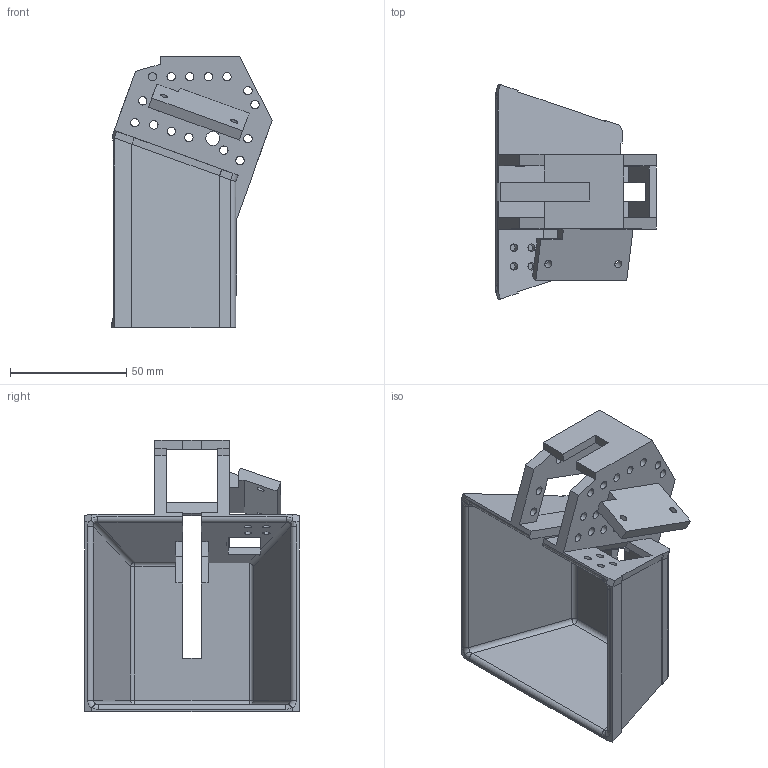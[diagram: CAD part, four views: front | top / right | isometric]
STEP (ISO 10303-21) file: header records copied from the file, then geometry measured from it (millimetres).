
FILE_DESCRIPTION(/* description */ (''),/* implementation_level */ '2;1');
FILE_NAME(/* name */ 'intakecup2 v4.step',/* time_stamp */ '2022-02-20T12:40:01-08:00',/* author */ (''),/* organization */ (''),/* preprocessor_version */ 'ST-DEVELOPER v18.1',/* originating_system */ 'Autodesk Translation Framework v10.13.0.1454',/* authorisation */ '');
FILE_SCHEMA (('AUTOMOTIVE_DESIGN { 1 0 10303 214 3 1 1 }'));
Length unit declared in the file: millimetre
Products named in the file (1): intakecup2
Bounding box: 68.9 x 92.15 x 116.72 mm (x, y, z)
Volume: 80571.8 mm3; surface area: 52113 mm2
Topology: 1 solids, 1 shells, 178 faces, 508 edges, 325 vertices
Faces by surface type: plane 117, cylinder 48, bspline 8, sphere 3, torus 2
Full cylindrical faces by diameter (mm): 3.2 x6, 3.6 x26, 6 x1
Entity records: 6344 total; most frequent: CARTESIAN_POINT 1520, ORIENTED_EDGE 1016, DIRECTION 928, EDGE_CURVE 508, LINE 386, VECTOR 386, VERTEX_POINT 325, AXIS2_PLACEMENT_3D 271
